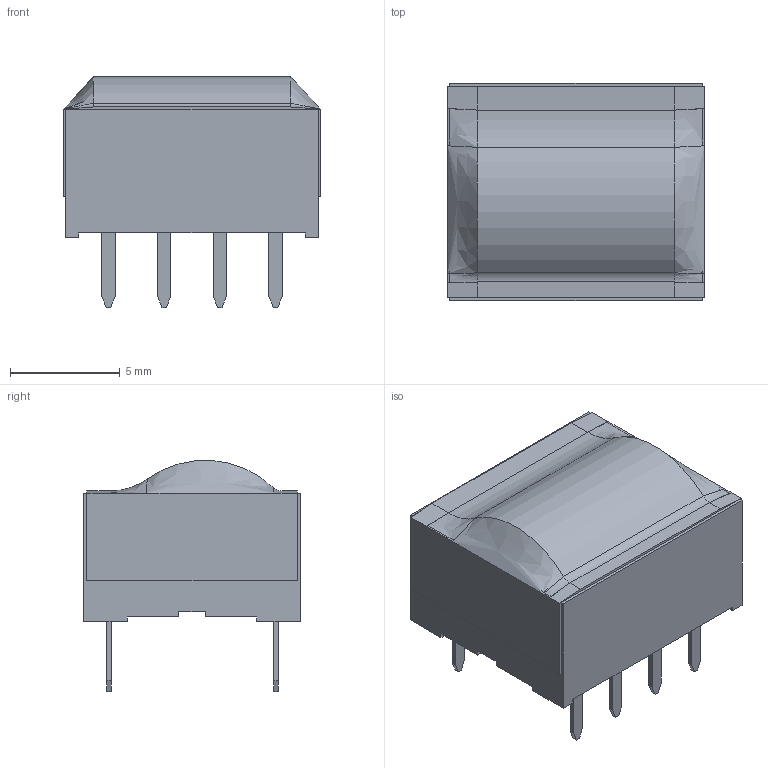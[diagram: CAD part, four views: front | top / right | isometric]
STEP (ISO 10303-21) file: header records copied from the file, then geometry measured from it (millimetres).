
FILE_DESCRIPTION(/* description */ (''),/* implementation_level */ '2;1');
FILE_NAME(/* name */ 'KAS1104Ex.stp',/* time_stamp */ '2025-05-21T11:13:01-05:00',/* author */ ('mroman'),/* organization */ (''),/* preprocessor_version */ 'ST-DEVELOPER v18.1',/* originating_system */ 'Autodesk Inventor 2022',/* authorisation */ '');
FILE_SCHEMA (('AUTOMOTIVE_DESIGN { 1 0 10303 214 3 1 1 }'));
Length unit declared in the file: centimetre
Products named in the file (1): KAS1104Ex
Bounding box: 11.72 x 9.9 x 10.54 mm (x, y, z)
Volume: 635.1 mm3; surface area: 830.2 mm2
Topology: 1 solids, 2 shells, 356 faces, 994 edges, 661 vertices
Faces by surface type: plane 285, bspline 49, cylinder 22
Entity records: 11924 total; most frequent: CARTESIAN_POINT 2964, ORIENTED_EDGE 1988, DIRECTION 1591, EDGE_CURVE 994, LINE 847, VECTOR 847, VERTEX_POINT 661, EDGE_LOOP 375
